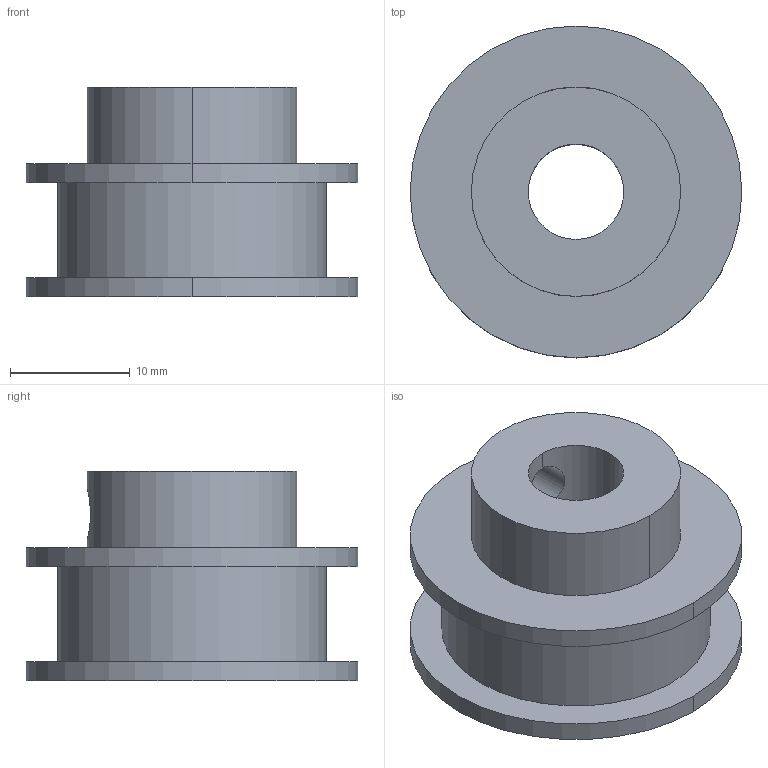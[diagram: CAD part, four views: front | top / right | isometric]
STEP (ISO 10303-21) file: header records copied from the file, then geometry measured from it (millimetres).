
FILE_DESCRIPTION((''),'2;1');
FILE_NAME('79207','2013-01-14T',('carefree'),(''),'PRO/ENGINEER BY PARAMETRIC TECHNOLOGY CORPORATION, 2005030','PRO/ENGINEER BY PARAMETRIC TECHNOLOGY CORPORATION, 2005030','');
FILE_SCHEMA(('CONFIG_CONTROL_DESIGN'));
Length unit declared in the file: inch
Products named in the file (1): 79207
Bounding box: 27.69 x 27.69 x 17.48 mm (x, y, z)
Volume: 5625.5 mm3; surface area: 3191.2 mm2
Topology: 1 solids, 1 shells, 27 faces, 68 edges, 44 vertices
Faces by surface type: cylinder 22, plane 5
Entity records: 932 total; most frequent: CARTESIAN_POINT 201, DIRECTION 158, ORIENTED_EDGE 136, EDGE_CURVE 68, AXIS2_PLACEMENT_3D 67, VERTEX_POINT 44, CIRCLE 40, EDGE_LOOP 32
